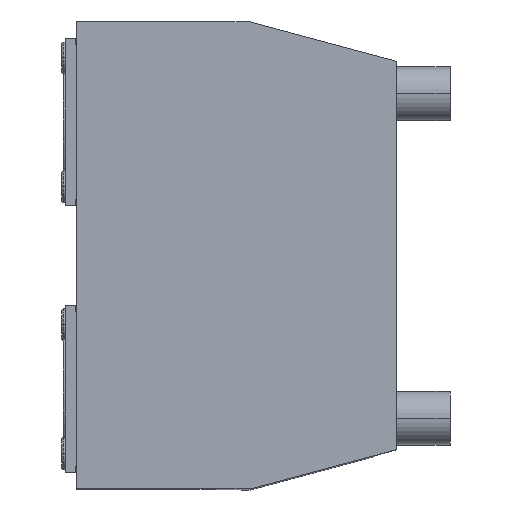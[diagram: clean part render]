
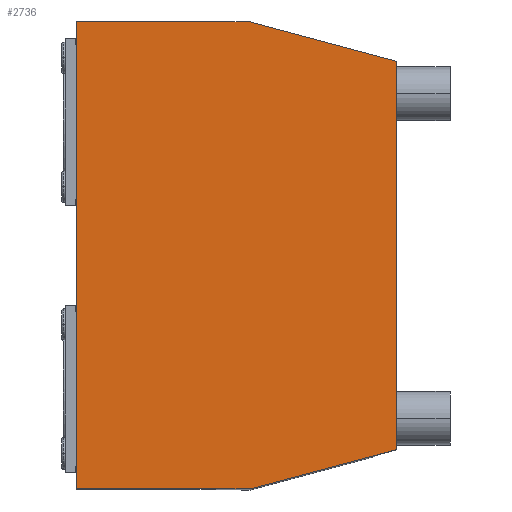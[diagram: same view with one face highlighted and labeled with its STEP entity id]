
A CAD part, top view. The second image highlights one B-rep face of the part: STEP entity #2736.
In plain terms, the highlighted planar face has unit normal (0, 0, 1).
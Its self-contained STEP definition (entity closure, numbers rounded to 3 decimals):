
#245=DIRECTION('',(0.966,-0.259,0.));
#246=VECTOR('',#245,34.154);
#247=CARTESIAN_POINT('',(-27.99,52.5,87.));
#248=LINE('',#247,#246);
#249=DIRECTION('',(0.,1.,0.));
#250=VECTOR('',#249,87.321);
#251=CARTESIAN_POINT('',(5.,-43.66,87.));
#252=LINE('',#251,#250);
#253=DIRECTION('',(-0.966,-0.259,0.));
#254=VECTOR('',#253,34.154);
#255=CARTESIAN_POINT('',(5.,-43.66,87.));
#256=LINE('',#255,#254);
#257=DIRECTION('',(1.,0.,0.));
#258=VECTOR('',#257,39.01);
#259=CARTESIAN_POINT('',(-67.,-52.5,87.));
#260=LINE('',#259,#258);
#261=DIRECTION('',(0.,-1.,0.));
#262=VECTOR('',#261,105.);
#263=CARTESIAN_POINT('',(-67.,52.5,87.));
#264=LINE('',#263,#262);
#265=DIRECTION('',(-1.,0.,0.));
#266=VECTOR('',#265,39.01);
#267=CARTESIAN_POINT('',(-27.99,52.5,87.));
#268=LINE('',#267,#266);
#1967=CARTESIAN_POINT('',(-67.,52.5,87.));
#1968=CARTESIAN_POINT('',(-67.,-52.5,87.));
#1969=VERTEX_POINT('',#1967);
#1970=VERTEX_POINT('',#1968);
#2011=CARTESIAN_POINT('',(-27.99,52.5,87.));
#2012=CARTESIAN_POINT('',(5.,43.66,87.));
#2013=VERTEX_POINT('',#2011);
#2014=VERTEX_POINT('',#2012);
#2015=CARTESIAN_POINT('',(5.,-43.66,87.));
#2016=CARTESIAN_POINT('',(-27.99,-52.5,87.));
#2017=VERTEX_POINT('',#2015);
#2018=VERTEX_POINT('',#2016);
#2718=CARTESIAN_POINT('',(5.,0.,87.));
#2719=DIRECTION('',(0.,0.,1.));
#2720=DIRECTION('',(0.,1.,0.));
#2721=AXIS2_PLACEMENT_3D('',#2718,#2719,#2720);
#2722=PLANE('',#2721);
#2724=ORIENTED_EDGE('',*,*,#2723,.T.);
#2726=ORIENTED_EDGE('',*,*,#2725,.F.);
#2727=ORIENTED_EDGE('',*,*,#2705,.T.);
#2729=ORIENTED_EDGE('',*,*,#2728,.F.);
#2731=ORIENTED_EDGE('',*,*,#2730,.F.);
#2733=ORIENTED_EDGE('',*,*,#2732,.F.);
#2734=EDGE_LOOP('',(#2724,#2726,#2727,#2729,#2731,#2733));
#2735=FACE_OUTER_BOUND('',#2734,.F.);
#2736=ADVANCED_FACE('',(#2735),#2722,.T.);
#2705=EDGE_CURVE('',#2017,#2018,#256,.T.);
#2723=EDGE_CURVE('',#2013,#2014,#248,.T.);
#2725=EDGE_CURVE('',#2017,#2014,#252,.T.);
#2728=EDGE_CURVE('',#1970,#2018,#260,.T.);
#2730=EDGE_CURVE('',#1969,#1970,#264,.T.);
#2732=EDGE_CURVE('',#2013,#1969,#268,.T.);
